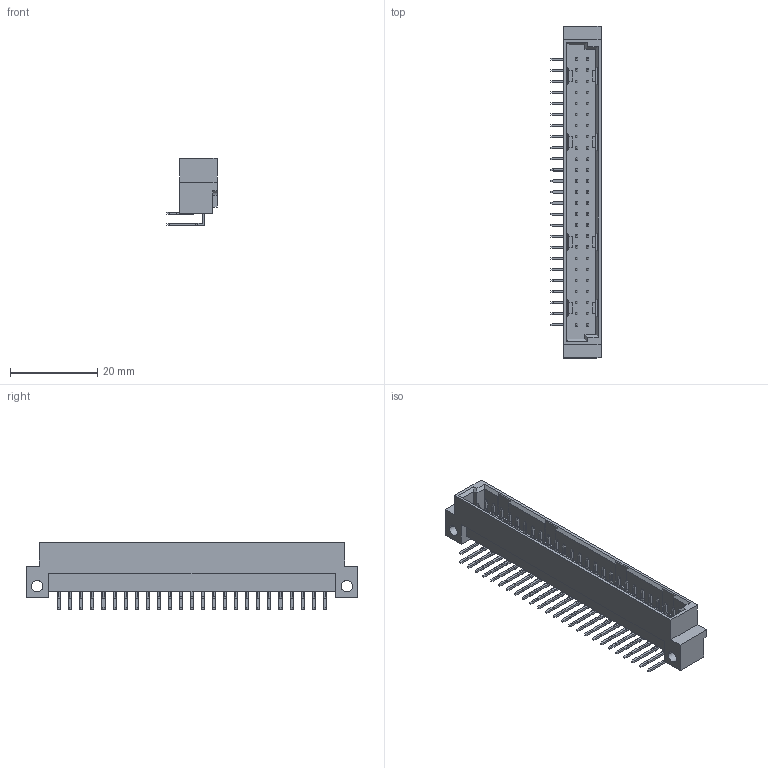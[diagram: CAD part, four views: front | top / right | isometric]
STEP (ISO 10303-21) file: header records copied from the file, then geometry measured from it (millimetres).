
FILE_DESCRIPTION(('CoCreate Modeling STEP Export'),'2;1');
FILE_NAME('PCN10A-50P-2.54DS.stp','2013-02-12T10:41:56',(''),(''),'CoCreate Modeling STEP processor for AP214 (Solid Model)','CoCreate Modeling 17.0 01-Apr-2010 (C) Parametric Technology GmbH','');
FILE_SCHEMA(('AUTOMOTIVE_DESIGN { 1 0 10303 214 1 1 1 1 }'));
Length unit declared in the file: millimetre
Products named in the file (1): PCN10A-50P-2.54DS
Bounding box: 11.5 x 76.22 x 15.48 mm (x, y, z)
Volume: 3926.7 mm3; surface area: 6089.9 mm2
Topology: 1 solids, 1 shells, 1514 faces, 3805 edges, 2400 vertices
Faces by surface type: plane 1408, cylinder 106
Entity records: 43445 total; most frequent: ORIENTED_EDGE 7610, CARTESIAN_POINT 7605, DIRECTION 6826, EDGE_CURVE 3805, VECTOR 3584, LINE 3584, VERTEX_POINT 2400, EDGE_LOOP 1625
